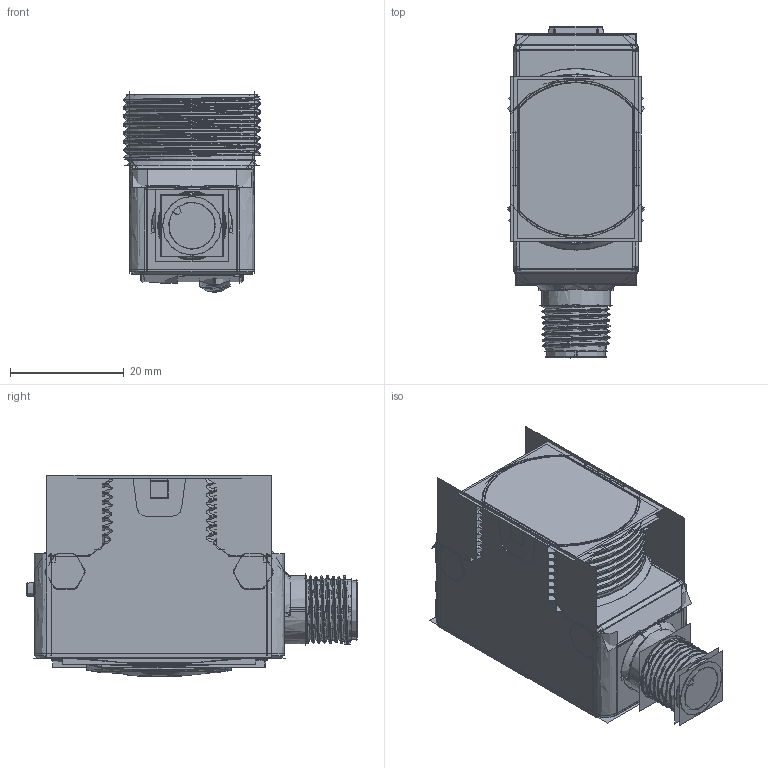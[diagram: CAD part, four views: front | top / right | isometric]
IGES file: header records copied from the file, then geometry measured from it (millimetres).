
Start section:  PTC IGES file: 140592_sm01.igs
Global section: file name: 140592_sm01.igs; native system: Creo Parametric by PTC Inc.; preprocessor: 2019292; author: PDMAdmin; organization: Unknown; date: 20221013.142105; units: millimetre
Bounding box: 24.1 x 58.35 x 35.37 mm (x, y, z)
Volume: 25242.7 mm3; surface area: 48097.8 mm2
Topology: 2 solids, 2 shells, 1144 faces, 5770 edges, 7279 vertices
Faces by surface type: revolution 654, bspline 490
